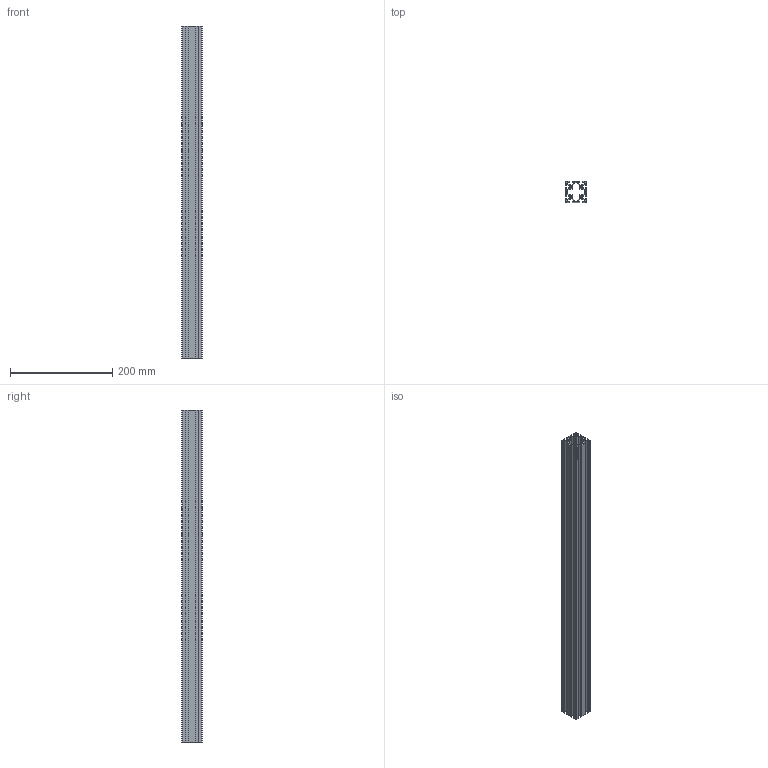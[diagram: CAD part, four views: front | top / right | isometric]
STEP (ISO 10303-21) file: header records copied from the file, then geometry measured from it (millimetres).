
FILE_DESCRIPTION (( 'STEP AP214' ), '1' );
FILE_NAME ('12F03971-F4A5-489D-9BA9-3E24B3A83E5D.STEP', '2025-05-16T15:56:04', ( '' ), ( '' ), 'SwSTEP 2.0', 'SolidWorks 2022', '' );
FILE_SCHEMA (( 'AUTOMOTIVE_DESIGN' ));
Length unit declared in the file: millimetre
Products named in the file (1): 12F03971-F4A5-489D-9BA9-3E24B3A83E5D
Bounding box: 40 x 40 x 650 mm (x, y, z)
Volume: 275005.9 mm3; surface area: 347488.5 mm2
Topology: 1 solids, 1 shells, 302 faces, 900 edges, 600 vertices
Faces by surface type: cylinder 172, plane 130
Entity records: 10322 total; most frequent: DIRECTION 1850, CARTESIAN_POINT 1803, ORIENTED_EDGE 1800, EDGE_CURVE 900, AXIS2_PLACEMENT_3D 647, VERTEX_POINT 600, LINE 556, VECTOR 556
